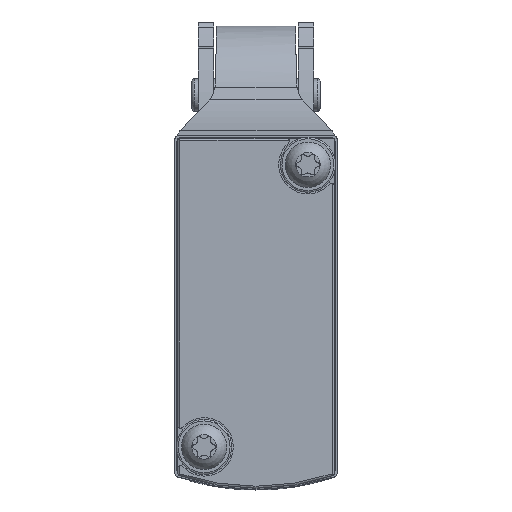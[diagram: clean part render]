
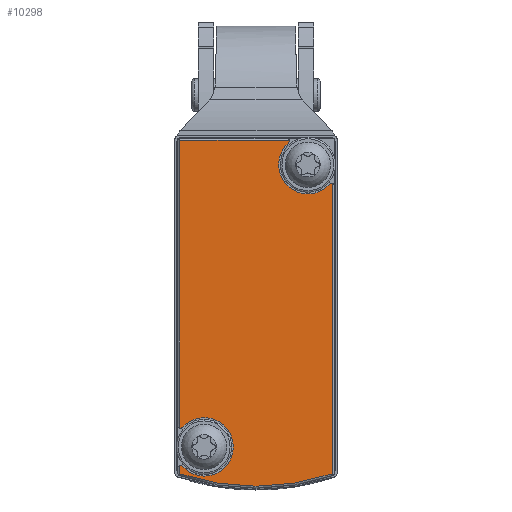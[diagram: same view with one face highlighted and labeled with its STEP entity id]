
A CAD part, front view. The second image highlights one B-rep face of the part: STEP entity #10298.
In plain terms, the highlighted planar face has unit normal (0, -1, 0).
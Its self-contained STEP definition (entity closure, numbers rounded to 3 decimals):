
#184=PLANE('',#10882);
#392=LINE('',#15147,#971);
#393=LINE('',#15156,#972);
#394=LINE('',#15160,#973);
#395=LINE('',#15168,#974);
#971=VECTOR('',#12103,1000.);
#972=VECTOR('',#12110,1000.);
#973=VECTOR('',#12113,1000.);
#974=VECTOR('',#12120,1000.);
#1550=CIRCLE('',#10883,0.4);
#1551=CIRCLE('',#10884,3.6);
#1552=CIRCLE('',#10885,0.4);
#1553=CIRCLE('',#10886,29.537);
#1554=CIRCLE('',#10887,0.4);
#1555=CIRCLE('',#10888,3.6);
#1556=CIRCLE('',#10889,0.4);
#2158=ORIENTED_EDGE('',*,*,#4880,.T.);
#2159=ORIENTED_EDGE('',*,*,#4881,.F.);
#2160=ORIENTED_EDGE('',*,*,#4882,.T.);
#2161=ORIENTED_EDGE('',*,*,#4883,.F.);
#2162=ORIENTED_EDGE('',*,*,#4884,.T.);
#2163=ORIENTED_EDGE('',*,*,#4885,.T.);
#2164=ORIENTED_EDGE('',*,*,#4886,.F.);
#2165=ORIENTED_EDGE('',*,*,#4887,.F.);
#2166=ORIENTED_EDGE('',*,*,#4888,.T.);
#2167=ORIENTED_EDGE('',*,*,#4889,.F.);
#2168=ORIENTED_EDGE('',*,*,#4890,.T.);
#4880=EDGE_CURVE('',#6241,#6242,#392,.F.);
#4881=EDGE_CURVE('',#6243,#6242,#1550,.T.);
#4882=EDGE_CURVE('',#6243,#6244,#1551,.T.);
#4883=EDGE_CURVE('',#6245,#6244,#1552,.T.);
#4884=EDGE_CURVE('',#6245,#6246,#393,.F.);
#4885=EDGE_CURVE('',#6246,#6247,#1553,.T.);
#4886=EDGE_CURVE('',#6248,#6247,#394,.F.);
#4887=EDGE_CURVE('',#6249,#6248,#1554,.T.);
#4888=EDGE_CURVE('',#6249,#6250,#1555,.T.);
#4889=EDGE_CURVE('',#6251,#6250,#1556,.T.);
#4890=EDGE_CURVE('',#6251,#6241,#395,.T.);
#6241=VERTEX_POINT('',#15148);
#6242=VERTEX_POINT('',#15149);
#6243=VERTEX_POINT('',#15151);
#6244=VERTEX_POINT('',#15153);
#6245=VERTEX_POINT('',#15155);
#6246=VERTEX_POINT('',#15157);
#6247=VERTEX_POINT('',#15159);
#6248=VERTEX_POINT('',#15161);
#6249=VERTEX_POINT('',#15163);
#6250=VERTEX_POINT('',#15165);
#6251=VERTEX_POINT('',#15167);
#7320=EDGE_LOOP('',(#2158,#2159,#2160,#2161,#2162,#2163,#2164,#2165,#2166,
#2167,#2168));
#8037=FACE_BOUND('',#7320,.T.);
#10298=ADVANCED_FACE('',(#8037),#184,.F.);
#10882=AXIS2_PLACEMENT_3D('',#15146,#12101,#12102);
#10883=AXIS2_PLACEMENT_3D('',#15150,#12104,#12105);
#10884=AXIS2_PLACEMENT_3D('',#15152,#12106,#12107);
#10885=AXIS2_PLACEMENT_3D('',#15154,#12108,#12109);
#10886=AXIS2_PLACEMENT_3D('',#15158,#12111,#12112);
#10887=AXIS2_PLACEMENT_3D('',#15162,#12114,#12115);
#10888=AXIS2_PLACEMENT_3D('',#15164,#12116,#12117);
#10889=AXIS2_PLACEMENT_3D('',#15166,#12118,#12119);
#12101=DIRECTION('',(0.,1.,0.));
#12102=DIRECTION('',(0.,0.,1.));
#12103=DIRECTION('',(-1.,0.,0.));
#12104=DIRECTION('',(0.,1.,0.));
#12105=DIRECTION('',(1.,0.,0.));
#12106=DIRECTION('',(0.,1.,0.));
#12107=DIRECTION('',(1.,0.,0.));
#12108=DIRECTION('',(0.,1.,0.));
#12109=DIRECTION('',(1.,0.,0.));
#12110=DIRECTION('',(-1.,0.,0.));
#12111=DIRECTION('',(0.,-1.,0.));
#12112=DIRECTION('',(0.,0.,-1.));
#12113=DIRECTION('',(-1.,0.,0.));
#12114=DIRECTION('',(0.,1.,0.));
#12115=DIRECTION('',(1.,0.,0.));
#12116=DIRECTION('',(0.,1.,0.));
#12117=DIRECTION('',(1.,0.,0.));
#12118=DIRECTION('',(0.,1.,0.));
#12119=DIRECTION('',(1.,0.,0.));
#12120=DIRECTION('',(0.,0.,-1.));
#15146=CARTESIAN_POINT('',(-20.25,-13.2,-9.25));
#15147=CARTESIAN_POINT('',(25.,-13.2,-9.387));
#15148=CARTESIAN_POINT('',(-20.387,-13.2,-9.387));
#15149=CARTESIAN_POINT('',(15.097,-13.2,-9.387));
#15150=CARTESIAN_POINT('',(14.699,-13.2,-9.35));
#15151=CARTESIAN_POINT('',(14.969,-13.2,-9.055));
#15152=CARTESIAN_POINT('',(17.4,-13.2,-6.4));
#15153=CARTESIAN_POINT('',(19.831,-13.2,-9.055));
#15154=CARTESIAN_POINT('',(20.101,-13.2,-9.35));
#15155=CARTESIAN_POINT('',(19.703,-13.2,-9.387));
#15156=CARTESIAN_POINT('',(25.,-13.2,-9.387));
#15157=CARTESIAN_POINT('',(20.722,-13.2,-9.387));
#15158=CARTESIAN_POINT('',(-7.284,-13.2,0.));
#15159=CARTESIAN_POINT('',(20.722,-13.2,9.387));
#15160=CARTESIAN_POINT('',(25.,-13.2,9.387));
#15161=CARTESIAN_POINT('',(-15.097,-13.2,9.387));
#15162=CARTESIAN_POINT('',(-14.699,-13.2,9.35));
#15163=CARTESIAN_POINT('',(-14.969,-13.2,9.055));
#15164=CARTESIAN_POINT('',(-17.4,-13.2,6.4));
#15165=CARTESIAN_POINT('',(-20.055,-13.2,3.969));
#15166=CARTESIAN_POINT('',(-20.35,-13.2,3.699));
#15167=CARTESIAN_POINT('',(-20.387,-13.2,4.097));
#15168=CARTESIAN_POINT('',(-20.387,-13.2,10.));
